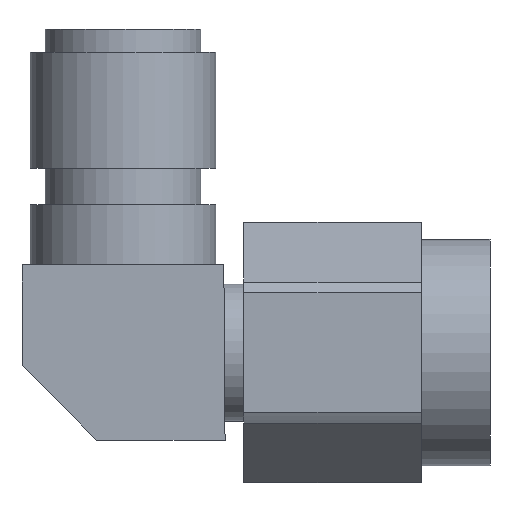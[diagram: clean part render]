
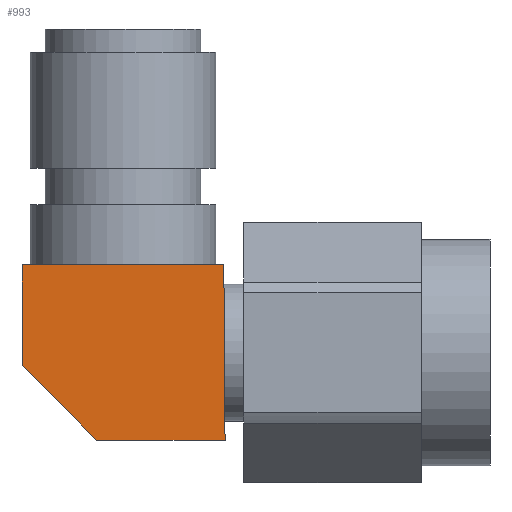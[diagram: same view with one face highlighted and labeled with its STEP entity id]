
A CAD part, front view. The second image highlights one B-rep face of the part: STEP entity #993.
In plain terms, the highlighted planar face has unit normal (0, -1, 0).
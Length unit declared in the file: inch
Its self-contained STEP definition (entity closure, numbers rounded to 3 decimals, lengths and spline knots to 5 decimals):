
#72 = EDGE_CURVE ( 'NONE', #1620, #812, #1959, .T. ) ;
#91 = VECTOR ( 'NONE', #1733, 39.37008 ) ;
#221 = DIRECTION ( 'NONE',  ( 0., 0., -1. ) ) ;
#246 = FACE_OUTER_BOUND ( 'NONE', #1557, .T. ) ;
#259 = VERTEX_POINT ( 'NONE', #1773 ) ;
#260 = VERTEX_POINT ( 'NONE', #1003 ) ;
#265 = EDGE_CURVE ( 'NONE', #259, #959, #1227, .T. ) ;
#359 = ORIENTED_EDGE ( 'NONE', *, *, #706, .T. ) ;
#377 = DIRECTION ( 'NONE',  ( 0., -1., 0. ) ) ;
#492 = CARTESIAN_POINT ( 'NONE',  ( 19.80697, 13.73327, -0.02133 ) ) ;
#632 = CARTESIAN_POINT ( 'NONE',  ( 19.94383, 13.73327, 0.1139 ) ) ;
#681 = AXIS2_PLACEMENT_3D ( 'NONE', #1285, #377, #991 ) ;
#706 = EDGE_CURVE ( 'NONE', #812, #259, #1490, .T. ) ;
#709 = DIRECTION ( 'NONE',  ( -0.707, 0., 0.707 ) ) ;
#726 = LINE ( 'NONE', #1469, #1631 ) ;
#737 = VECTOR ( 'NONE', #1592, 39.37008 ) ;
#812 = VERTEX_POINT ( 'NONE', #1550 ) ;
#826 = LINE ( 'NONE', #1568, #91 ) ;
#959 = VERTEX_POINT ( 'NONE', #492 ) ;
#980 = CARTESIAN_POINT ( 'NONE',  ( 19.80697, 13.73327, -0.00423 ) ) ;
#991 = DIRECTION ( 'NONE',  ( 1., 0., 0. ) ) ;
#993 = ADVANCED_FACE ( 'NONE', ( #246 ), #1752, .T. ) ;
#1003 = CARTESIAN_POINT ( 'NONE',  ( 19.90799, 13.73327, -0.12235 ) ) ;
#1009 = VECTOR ( 'NONE', #1214, 39.37008 ) ;
#1102 = ORIENTED_EDGE ( 'NONE', *, *, #265, .T. ) ;
#1130 = CARTESIAN_POINT ( 'NONE',  ( 20.0807, 13.73327, -0.12235 ) ) ;
#1140 = VECTOR ( 'NONE', #221, 39.37008 ) ;
#1205 = ORIENTED_EDGE ( 'NONE', *, *, #1956, .F. ) ;
#1214 = DIRECTION ( 'NONE',  ( -1., 0., 0. ) ) ;
#1226 = CARTESIAN_POINT ( 'NONE',  ( 20.0807, 13.73327, -0.12235 ) ) ;
#1227 = LINE ( 'NONE', #980, #1140 ) ;
#1285 = CARTESIAN_POINT ( 'NONE',  ( 19.80697, 13.73327, -0.12235 ) ) ;
#1469 = CARTESIAN_POINT ( 'NONE',  ( 19.85748, 13.73327, -0.07184 ) ) ;
#1490 = LINE ( 'NONE', #632, #1009 ) ;
#1550 = CARTESIAN_POINT ( 'NONE',  ( 20.07907, 13.73327, 0.1139 ) ) ;
#1557 = EDGE_LOOP ( 'NONE', ( #1205, #1912, #1569, #359, #1102 ) ) ;
#1568 = CARTESIAN_POINT ( 'NONE',  ( 19.99434, 13.73327, -0.12235 ) ) ;
#1569 = ORIENTED_EDGE ( 'NONE', *, *, #72, .T. ) ;
#1592 = DIRECTION ( 'NONE',  ( -0.007, 0., 1. ) ) ;
#1620 = VERTEX_POINT ( 'NONE', #1226 ) ;
#1631 = VECTOR ( 'NONE', #709, 39.37008 ) ;
#1733 = DIRECTION ( 'NONE',  ( -1., 0., 0. ) ) ;
#1739 = EDGE_CURVE ( 'NONE', #1620, #260, #826, .T. ) ;
#1752 = PLANE ( 'NONE',  #681 ) ;
#1773 = CARTESIAN_POINT ( 'NONE',  ( 19.80697, 13.73327, 0.1139 ) ) ;
#1912 = ORIENTED_EDGE ( 'NONE', *, *, #1739, .F. ) ;
#1956 = EDGE_CURVE ( 'NONE', #260, #959, #726, .T. ) ;
#1959 = LINE ( 'NONE', #1130, #737 ) ;
